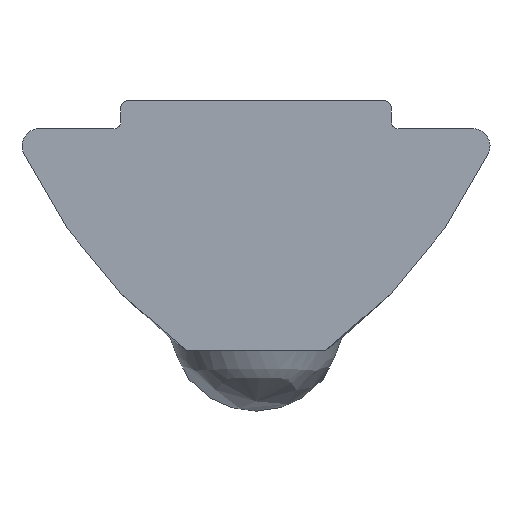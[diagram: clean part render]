
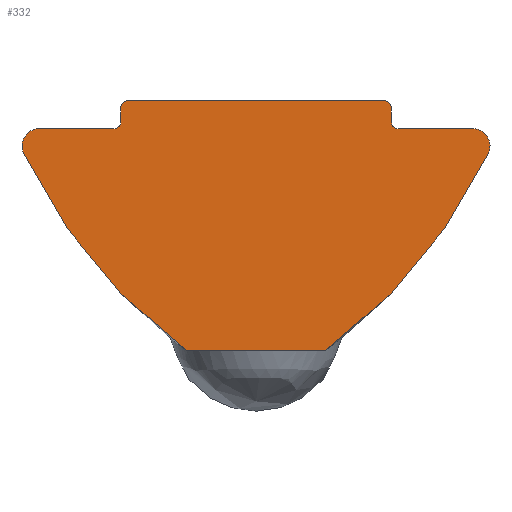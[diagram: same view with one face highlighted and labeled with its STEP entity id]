
A CAD part, front view. The second image highlights one B-rep face of the part: STEP entity #332.
In plain terms, the highlighted planar face has unit normal (0, -1, 0).
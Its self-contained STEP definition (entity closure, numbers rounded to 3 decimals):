
#13 = CARTESIAN_POINT ( 'NONE',  ( 6.701, -11., -0.722 ) ) ;
#15 = EDGE_CURVE ( 'NONE', #542, #125, #616, .T. ) ;
#27 = EDGE_CURVE ( 'NONE', #453, #308, #863, .T. ) ;
#29 = AXIS2_PLACEMENT_3D ( 'NONE', #526, #146, #717 ) ;
#43 = VECTOR ( 'NONE', #500, 1000. ) ;
#44 = VERTEX_POINT ( 'NONE', #784 ) ;
#56 = VERTEX_POINT ( 'NONE', #433 ) ;
#91 = AXIS2_PLACEMENT_3D ( 'NONE', #896, #106, #747 ) ;
#105 = LINE ( 'NONE', #764, #630 ) ;
#106 = DIRECTION ( 'NONE',  ( 0., 1., 0. ) ) ;
#118 = AXIS2_PLACEMENT_3D ( 'NONE', #572, #217, #649 ) ;
#121 = EDGE_CURVE ( 'NONE', #887, #365, #816, .T. ) ;
#122 = DIRECTION ( 'NONE',  ( 1., 0., 0. ) ) ;
#125 = VERTEX_POINT ( 'NONE', #435 ) ;
#126 = ORIENTED_EDGE ( 'NONE', *, *, #391, .T. ) ;
#141 = DIRECTION ( 'NONE',  ( -1., 0., 0. ) ) ;
#146 = DIRECTION ( 'NONE',  ( 0., 1., 0. ) ) ;
#168 = EDGE_CURVE ( 'NONE', #548, #840, #573, .T. ) ;
#185 = CARTESIAN_POINT ( 'NONE',  ( 4.1, -11., 0.2 ) ) ;
#188 = VECTOR ( 'NONE', #511, 1000. ) ;
#192 = CARTESIAN_POINT ( 'NONE',  ( -3.7, -11., 0.6 ) ) ;
#203 = ORIENTED_EDGE ( 'NONE', *, *, #121, .F. ) ;
#207 = AXIS2_PLACEMENT_3D ( 'NONE', #793, #725, #874 ) ;
#217 = DIRECTION ( 'NONE',  ( 0., 1., 0. ) ) ;
#220 = AXIS2_PLACEMENT_3D ( 'NONE', #192, #339, #826 ) ;
#221 = CARTESIAN_POINT ( 'NONE',  ( -3.7, -11., 0.8 ) ) ;
#224 = ORIENTED_EDGE ( 'NONE', *, *, #523, .T. ) ;
#229 = DIRECTION ( 'NONE',  ( 0., 1., 0. ) ) ;
#230 = VECTOR ( 'NONE', #667, 1000. ) ;
#232 = CARTESIAN_POINT ( 'NONE',  ( -3.7, -11., -6.4 ) ) ;
#236 = CARTESIAN_POINT ( 'NONE',  ( 3.9, -11., 0.6 ) ) ;
#250 = ORIENTED_EDGE ( 'NONE', *, *, #767, .F. ) ;
#252 = ORIENTED_EDGE ( 'NONE', *, *, #818, .F. ) ;
#253 = DIRECTION ( 'NONE',  ( 0., 1., 0. ) ) ;
#265 = ORIENTED_EDGE ( 'NONE', *, *, #709, .F. ) ;
#278 = DIRECTION ( 'NONE',  ( 0., 0., -1. ) ) ;
#288 = ORIENTED_EDGE ( 'NONE', *, *, #655, .F. ) ;
#301 = CARTESIAN_POINT ( 'NONE',  ( 6.245, -11., 0. ) ) ;
#305 = EDGE_CURVE ( 'NONE', #365, #795, #852, .T. ) ;
#308 = VERTEX_POINT ( 'NONE', #893 ) ;
#332 = ADVANCED_FACE ( 'NONE', ( #540 ), #605, .F. ) ;
#339 = DIRECTION ( 'NONE',  ( 0., 1., 0. ) ) ;
#342 = DIRECTION ( 'NONE',  ( -1., 0., 0. ) ) ;
#352 = ORIENTED_EDGE ( 'NONE', *, *, #904, .F. ) ;
#357 = VECTOR ( 'NONE', #278, 1000. ) ;
#365 = VERTEX_POINT ( 'NONE', #406 ) ;
#370 = LINE ( 'NONE', #232, #403 ) ;
#380 = CARTESIAN_POINT ( 'NONE',  ( -6.245, -11., -0.505 ) ) ;
#389 = DIRECTION ( 'NONE',  ( -1., 0., 0. ) ) ;
#391 = EDGE_CURVE ( 'NONE', #56, #548, #726, .T. ) ;
#403 = VECTOR ( 'NONE', #730, 1000. ) ;
#406 = CARTESIAN_POINT ( 'NONE',  ( -6.701, -11., -0.722 ) ) ;
#412 = CARTESIAN_POINT ( 'NONE',  ( -3.9, -11., 0.6 ) ) ;
#433 = CARTESIAN_POINT ( 'NONE',  ( 4.1, -11., 0. ) ) ;
#435 = CARTESIAN_POINT ( 'NONE',  ( -4.1, -11., 0. ) ) ;
#453 = VERTEX_POINT ( 'NONE', #908 ) ;
#475 = ORIENTED_EDGE ( 'NONE', *, *, #305, .F. ) ;
#481 = DIRECTION ( 'NONE',  ( 0., 1., 0. ) ) ;
#488 = CARTESIAN_POINT ( 'NONE',  ( -6.75, -11., -0.505 ) ) ;
#499 = ORIENTED_EDGE ( 'NONE', *, *, #27, .F. ) ;
#500 = DIRECTION ( 'NONE',  ( 1., 0., 0. ) ) ;
#508 = VERTEX_POINT ( 'NONE', #780 ) ;
#511 = DIRECTION ( 'NONE',  ( 0., 0., 1. ) ) ;
#523 = EDGE_CURVE ( 'NONE', #683, #542, #585, .T. ) ;
#526 = CARTESIAN_POINT ( 'NONE',  ( 6.245, -11., -0.505 ) ) ;
#532 = CARTESIAN_POINT ( 'NONE',  ( -2.001, -11., -6.4 ) ) ;
#535 = CIRCLE ( 'NONE', #91, 15. ) ;
#538 = CARTESIAN_POINT ( 'NONE',  ( -3.7, -11., 0.6 ) ) ;
#540 = FACE_OUTER_BOUND ( 'NONE', #582, .T. ) ;
#542 = VERTEX_POINT ( 'NONE', #637 ) ;
#548 = VERTEX_POINT ( 'NONE', #698 ) ;
#572 = CARTESIAN_POINT ( 'NONE',  ( -4.1, -11., 0.2 ) ) ;
#573 = LINE ( 'NONE', #789, #188 ) ;
#574 = ORIENTED_EDGE ( 'NONE', *, *, #718, .F. ) ;
#578 = LINE ( 'NONE', #811, #230 ) ;
#582 = EDGE_LOOP ( 'NONE', ( #224, #839, #762, #250, #475, #203, #804, #352, #252, #574, #126, #930, #288, #499, #265 ) ) ;
#585 = LINE ( 'NONE', #711, #357 ) ;
#600 = CIRCLE ( 'NONE', #29, 0.505 ) ;
#605 = PLANE ( 'NONE',  #835 ) ;
#616 = CIRCLE ( 'NONE', #118, 0.2 ) ;
#620 = DIRECTION ( 'NONE',  ( -1., 0., 0. ) ) ;
#630 = VECTOR ( 'NONE', #122, 1000. ) ;
#637 = CARTESIAN_POINT ( 'NONE',  ( -3.9, -11., 0.2 ) ) ;
#649 = DIRECTION ( 'NONE',  ( -1., 0., 0. ) ) ;
#655 = EDGE_CURVE ( 'NONE', #308, #840, #732, .T. ) ;
#667 = DIRECTION ( 'NONE',  ( 1., 0., 0. ) ) ;
#670 = VERTEX_POINT ( 'NONE', #301 ) ;
#675 = CARTESIAN_POINT ( 'NONE',  ( -6.245, -11., -0.505 ) ) ;
#683 = VERTEX_POINT ( 'NONE', #412 ) ;
#698 = CARTESIAN_POINT ( 'NONE',  ( 3.9, -11., 0.2 ) ) ;
#709 = EDGE_CURVE ( 'NONE', #683, #453, #931, .T. ) ;
#711 = CARTESIAN_POINT ( 'NONE',  ( -3.9, -11., 0.2 ) ) ;
#717 = DIRECTION ( 'NONE',  ( -1., 0., 0. ) ) ;
#718 = EDGE_CURVE ( 'NONE', #56, #670, #105, .T. ) ;
#725 = DIRECTION ( 'NONE',  ( 0., 1., 0. ) ) ;
#726 = CIRCLE ( 'NONE', #799, 0.2 ) ;
#730 = DIRECTION ( 'NONE',  ( -1., 0., 0. ) ) ;
#732 = CIRCLE ( 'NONE', #207, 0.2 ) ;
#740 = DIRECTION ( 'NONE',  ( -1., 0., 0. ) ) ;
#747 = DIRECTION ( 'NONE',  ( -1., 0., 0. ) ) ;
#753 = AXIS2_PLACEMENT_3D ( 'NONE', #868, #856, #141 ) ;
#762 = ORIENTED_EDGE ( 'NONE', *, *, #869, .F. ) ;
#764 = CARTESIAN_POINT ( 'NONE',  ( -3.7, -11., 0. ) ) ;
#765 = CIRCLE ( 'NONE', #915, 0.505 ) ;
#767 = EDGE_CURVE ( 'NONE', #795, #508, #765, .T. ) ;
#780 = CARTESIAN_POINT ( 'NONE',  ( -6.245, -11., 0. ) ) ;
#784 = CARTESIAN_POINT ( 'NONE',  ( 2.001, -11., -6.4 ) ) ;
#789 = CARTESIAN_POINT ( 'NONE',  ( 3.9, -11., 0.6 ) ) ;
#793 = CARTESIAN_POINT ( 'NONE',  ( 3.7, -11., 0.6 ) ) ;
#794 = VERTEX_POINT ( 'NONE', #13 ) ;
#795 = VERTEX_POINT ( 'NONE', #488 ) ;
#796 = EDGE_CURVE ( 'NONE', #44, #887, #370, .T. ) ;
#799 = AXIS2_PLACEMENT_3D ( 'NONE', #185, #481, #342 ) ;
#804 = ORIENTED_EDGE ( 'NONE', *, *, #796, .F. ) ;
#811 = CARTESIAN_POINT ( 'NONE',  ( -3.7, -11., 0. ) ) ;
#816 = CIRCLE ( 'NONE', #753, 15. ) ;
#818 = EDGE_CURVE ( 'NONE', #670, #794, #600, .T. ) ;
#826 = DIRECTION ( 'NONE',  ( -1., 0., 0. ) ) ;
#835 = AXIS2_PLACEMENT_3D ( 'NONE', #538, #837, #620 ) ;
#837 = DIRECTION ( 'NONE',  ( 0., 1., 0. ) ) ;
#839 = ORIENTED_EDGE ( 'NONE', *, *, #15, .T. ) ;
#840 = VERTEX_POINT ( 'NONE', #236 ) ;
#852 = CIRCLE ( 'NONE', #922, 0.505 ) ;
#856 = DIRECTION ( 'NONE',  ( 0., 1., 0. ) ) ;
#863 = LINE ( 'NONE', #221, #43 ) ;
#868 = CARTESIAN_POINT ( 'NONE',  ( 6.85, -11., 5.71 ) ) ;
#869 = EDGE_CURVE ( 'NONE', #508, #125, #578, .T. ) ;
#874 = DIRECTION ( 'NONE',  ( -1., 0., 0. ) ) ;
#887 = VERTEX_POINT ( 'NONE', #532 ) ;
#893 = CARTESIAN_POINT ( 'NONE',  ( 3.7, -11., 0.8 ) ) ;
#896 = CARTESIAN_POINT ( 'NONE',  ( -6.85, -11., 5.71 ) ) ;
#904 = EDGE_CURVE ( 'NONE', #794, #44, #535, .T. ) ;
#908 = CARTESIAN_POINT ( 'NONE',  ( -3.7, -11., 0.8 ) ) ;
#915 = AXIS2_PLACEMENT_3D ( 'NONE', #380, #229, #740 ) ;
#922 = AXIS2_PLACEMENT_3D ( 'NONE', #675, #253, #389 ) ;
#930 = ORIENTED_EDGE ( 'NONE', *, *, #168, .T. ) ;
#931 = CIRCLE ( 'NONE', #220, 0.2 ) ;
